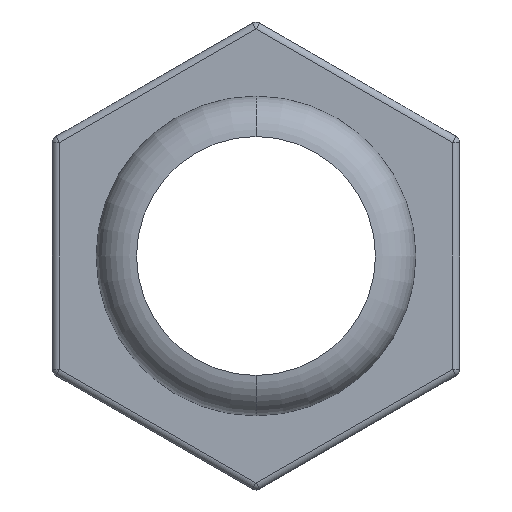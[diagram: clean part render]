
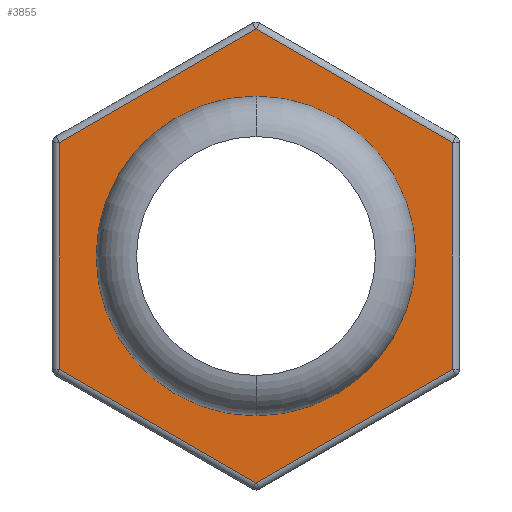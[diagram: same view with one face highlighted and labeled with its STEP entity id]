
A CAD part, front view. The second image highlights one B-rep face of the part: STEP entity #3855.
In plain terms, the highlighted planar face has unit normal (0, -1, 0).
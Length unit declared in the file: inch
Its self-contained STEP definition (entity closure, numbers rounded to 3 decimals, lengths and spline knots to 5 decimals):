
#59 = ORIENTED_EDGE ( 'NONE', *, *, #8826, .T. ) ;
#127 = DIRECTION ( 'NONE',  ( 0., 1., 0. ) ) ;
#223 = LINE ( 'NONE', #8614, #4946 ) ;
#403 = CARTESIAN_POINT ( 'NONE',  ( 0.41858, -1.181, -0.23301 ) ) ;
#531 = LINE ( 'NONE', #403, #10048 ) ;
#607 = PLANE ( 'NONE',  #6973 ) ;
#825 = ORIENTED_EDGE ( 'NONE', *, *, #9271, .T. ) ;
#1405 = CARTESIAN_POINT ( 'NONE',  ( 0., -1.181, -0.47468 ) ) ;
#1560 = EDGE_CURVE ( 'NONE', #9392, #8313, #2267, .T. ) ;
#1636 = CARTESIAN_POINT ( 'NONE',  ( 0.41108, -1.181, 0.23734 ) ) ;
#1866 = ORIENTED_EDGE ( 'NONE', *, *, #9090, .T. ) ;
#2059 = CARTESIAN_POINT ( 'NONE',  ( -0.41858, -1.181, 0.23301 ) ) ;
#2092 = DIRECTION ( 'NONE',  ( -0.866, 0., 0.5 ) ) ;
#2267 = CIRCLE ( 'NONE', #7229, 0.33471 ) ;
#3028 = DIRECTION ( 'NONE',  ( 0., 0., -1. ) ) ;
#3270 = DIRECTION ( 'NONE',  ( 0., 0., 1. ) ) ;
#3319 = CARTESIAN_POINT ( 'NONE',  ( 0., -1.181, 0.33471 ) ) ;
#3623 = ORIENTED_EDGE ( 'NONE', *, *, #9180, .T. ) ;
#3744 = VECTOR ( 'NONE', #3028, 39.37008 ) ;
#3855 = ADVANCED_FACE ( 'NONE', ( #6759, #7211 ), #607, .F. ) ;
#4083 = CARTESIAN_POINT ( 'NONE',  ( 0., -1.181, -0.33471 ) ) ;
#4200 = LINE ( 'NONE', #10443, #9126 ) ;
#4347 = LINE ( 'NONE', #8850, #11218 ) ;
#4946 = VECTOR ( 'NONE', #2092, 39.37008 ) ;
#5064 = DIRECTION ( 'NONE',  ( 0.866, 0., -0.5 ) ) ;
#5353 = DIRECTION ( 'NONE',  ( 0., 1., 0. ) ) ;
#5538 = VERTEX_POINT ( 'NONE', #9346 ) ;
#5704 = CARTESIAN_POINT ( 'NONE',  ( 0., -1.181, 0.47468 ) ) ;
#5718 = CARTESIAN_POINT ( 'NONE',  ( -0.41108, -1.181, 0.23734 ) ) ;
#5775 = CARTESIAN_POINT ( 'NONE',  ( 0., -1.181, 0. ) ) ;
#5953 = VERTEX_POINT ( 'NONE', #7746 ) ;
#6028 = ORIENTED_EDGE ( 'NONE', *, *, #9049, .T. ) ;
#6111 = VERTEX_POINT ( 'NONE', #1405 ) ;
#6268 = VERTEX_POINT ( 'NONE', #5718 ) ;
#6539 = VERTEX_POINT ( 'NONE', #1636 ) ;
#6694 = DIRECTION ( 'NONE',  ( 0., 0., 1. ) ) ;
#6759 = FACE_OUTER_BOUND ( 'NONE', #11460, .T. ) ;
#6845 = VERTEX_POINT ( 'NONE', #5704 ) ;
#6854 = CARTESIAN_POINT ( 'NONE',  ( -0.41108, -1.181, -0.246 ) ) ;
#6973 = AXIS2_PLACEMENT_3D ( 'NONE', #10704, #5353, #11516 ) ;
#6977 = DIRECTION ( 'NONE',  ( 0.866, 0., 0.5 ) ) ;
#7080 = AXIS2_PLACEMENT_3D ( 'NONE', #5775, #127, #6694 ) ;
#7132 = VECTOR ( 'NONE', #11173, 39.37008 ) ;
#7211 = FACE_BOUND ( 'NONE', #10268, .T. ) ;
#7229 = AXIS2_PLACEMENT_3D ( 'NONE', #7791, #7720, #7677 ) ;
#7677 = DIRECTION ( 'NONE',  ( 0., 0., 1. ) ) ;
#7720 = DIRECTION ( 'NONE',  ( 0., 1., 0. ) ) ;
#7746 = CARTESIAN_POINT ( 'NONE',  ( -0.41108, -1.181, -0.23734 ) ) ;
#7791 = CARTESIAN_POINT ( 'NONE',  ( 0., -1.181, 0. ) ) ;
#8180 = ORIENTED_EDGE ( 'NONE', *, *, #9249, .T. ) ;
#8313 = VERTEX_POINT ( 'NONE', #4083 ) ;
#8614 = CARTESIAN_POINT ( 'NONE',  ( -0.0075, -1.181, 0.47901 ) ) ;
#8826 = EDGE_CURVE ( 'NONE', #8313, #9392, #9668, .T. ) ;
#8850 = CARTESIAN_POINT ( 'NONE',  ( 0.41108, -1.181, 0.246 ) ) ;
#9049 = EDGE_CURVE ( 'NONE', #6539, #6845, #223, .T. ) ;
#9090 = EDGE_CURVE ( 'NONE', #6845, #6268, #9528, .T. ) ;
#9126 = VECTOR ( 'NONE', #5064, 39.37008 ) ;
#9180 = EDGE_CURVE ( 'NONE', #6268, #5953, #10697, .T. ) ;
#9249 = EDGE_CURVE ( 'NONE', #5953, #6111, #4200, .T. ) ;
#9271 = EDGE_CURVE ( 'NONE', #6111, #5538, #531, .T. ) ;
#9336 = EDGE_CURVE ( 'NONE', #5538, #6539, #4347, .T. ) ;
#9346 = CARTESIAN_POINT ( 'NONE',  ( 0.41108, -1.181, -0.23734 ) ) ;
#9392 = VERTEX_POINT ( 'NONE', #3319 ) ;
#9528 = LINE ( 'NONE', #2059, #7132 ) ;
#9668 = CIRCLE ( 'NONE', #7080, 0.33471 ) ;
#10048 = VECTOR ( 'NONE', #6977, 39.37008 ) ;
#10268 = EDGE_LOOP ( 'NONE', ( #11054, #59 ) ) ;
#10443 = CARTESIAN_POINT ( 'NONE',  ( 0.0075, -1.181, -0.47901 ) ) ;
#10697 = LINE ( 'NONE', #6854, #3744 ) ;
#10704 = CARTESIAN_POINT ( 'NONE',  ( -0.33471, -1.181, 0. ) ) ;
#11054 = ORIENTED_EDGE ( 'NONE', *, *, #1560, .T. ) ;
#11173 = DIRECTION ( 'NONE',  ( -0.866, 0., -0.5 ) ) ;
#11212 = ORIENTED_EDGE ( 'NONE', *, *, #9336, .T. ) ;
#11218 = VECTOR ( 'NONE', #3270, 39.37008 ) ;
#11460 = EDGE_LOOP ( 'NONE', ( #6028, #1866, #3623, #8180, #825, #11212 ) ) ;
#11516 = DIRECTION ( 'NONE',  ( 0., 0., 1. ) ) ;
